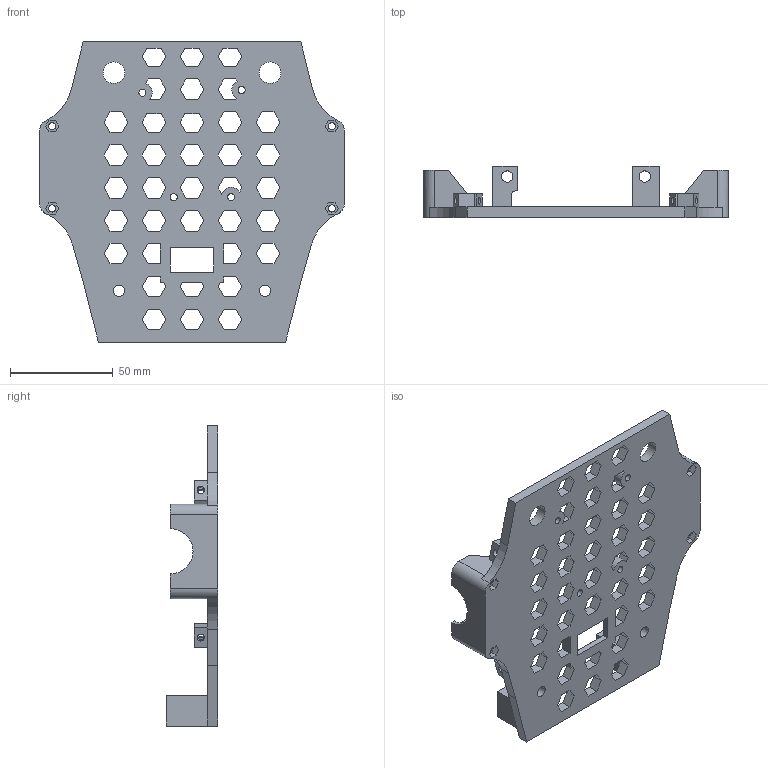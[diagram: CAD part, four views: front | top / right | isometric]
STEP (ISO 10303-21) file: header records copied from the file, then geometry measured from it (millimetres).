
FILE_DESCRIPTION(/* description */ (''),/* implementation_level */ '2;1');
FILE_NAME(/* name */ 'ADM_BASE2.stp',/* time_stamp */ '2024-10-18T17:59:48-05:00',/* author */ ('yulio'),/* organization */ (''),/* preprocessor_version */ 'ST-DEVELOPER v20',/* originating_system */ 'Autodesk Inventor 2024',/* authorisation */ '');
FILE_SCHEMA (('AUTOMOTIVE_DESIGN { 1 0 10303 214 3 1 1 }'));
Length unit declared in the file: millimetre
Products named in the file (1): PRUEBA CHUMASERA BASE TRASERA
Bounding box: 148 x 25 x 146 mm (x, y, z)
Volume: 98052.8 mm3; surface area: 48542.1 mm2
Topology: 1 solids, 1 shells, 387 faces, 1112 edges, 740 vertices
Faces by surface type: plane 345, cylinder 42
Full cylindrical faces by diameter (mm): 3.5 x16, 5.5 x4, 10.5 x2
Entity records: 12775 total; most frequent: CARTESIAN_POINT 2240, ORIENTED_EDGE 2224, DIRECTION 1980, EDGE_CURVE 1112, LINE 1020, VECTOR 1020, VERTEX_POINT 740, EDGE_LOOP 518
